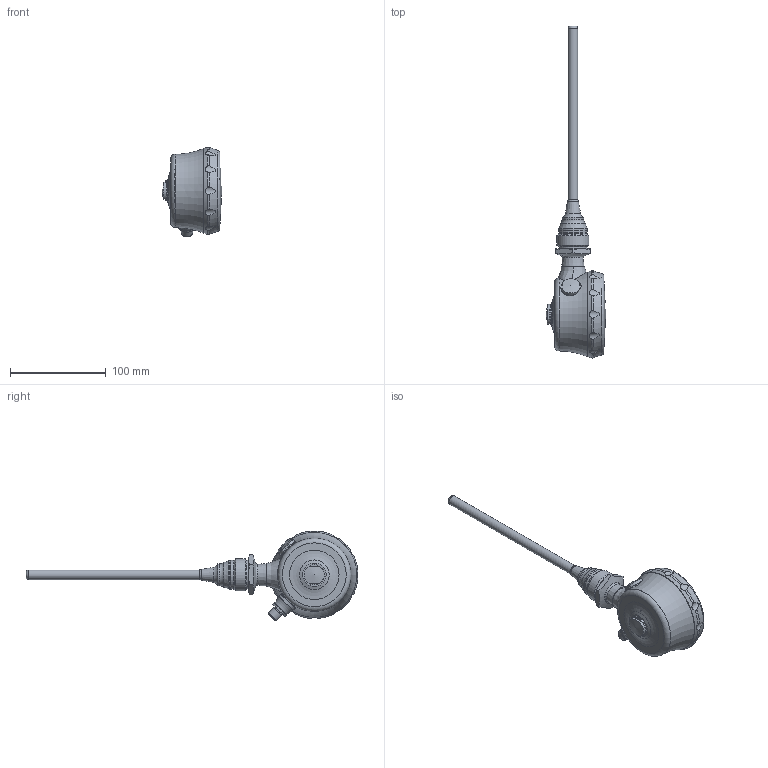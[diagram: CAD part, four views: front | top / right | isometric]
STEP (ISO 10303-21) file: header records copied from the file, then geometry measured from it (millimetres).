
FILE_DESCRIPTION(/* description */ ('Unknown'),/* implementation_level */ '2;1');
FILE_NAME(/* name */ 'PLP70x-50020001x.D111A040.3xxx',/* time_stamp */ '2024-02-08T13:06:13+01:00',/* author */ ('Unknown'),/* organization */ ('Baumer'),/* preprocessor_version */ 'ST-DEVELOPER v16.7',/* originating_system */ 'Solid Edge',/* authorisation */ 'Unknown');
FILE_SCHEMA (('AUTOMOTIVE_DESIGN {1 0 10303 214 3 1 1}'));
Length unit declared in the file: millimetre
Products named in the file (1): Part2
Bounding box: 62.05 x 345.93 x 93.43 mm (x, y, z)
Volume: 117408.5 mm3; surface area: 82959.6 mm2
Topology: 1 solids, 14 shells, 528 faces, 1322 edges, 854 vertices
Faces by surface type: cylinder 178, plane 158, cone 107, torus 61, bspline 20, sphere 4
Full cylindrical faces by diameter (mm): 1.64 x5, 1.9 x1, 2 x4, 3 x1, 3.4 x4, 4.5 x1, 7 x1, 8 x1, 9.5 x1, 10 x3, 11 x1, 11.5 x1, 11.741 x1, 12 x2, 13 x1, 13.8 x1, 14 x1, 14.5 x1, 15.85 x1, 16 x12, 17.7 x1, 18.36 x1, 18.9 x1, 18.917 x1, 19.5 x2, 19.7 x1, 20 x1, 20.8 x3, 21 x2, 22.7 x1
Entity records: 20065 total; most frequent: CARTESIAN_POINT 5329, DIRECTION 2290, ORIENTED_EDGE 2052, AXIS2_PLACEMENT_3D 1044, EDGE_CURVE 1026, FACE_BOUND 792, EDGE_LOOP 779, VERTEX_POINT 756
